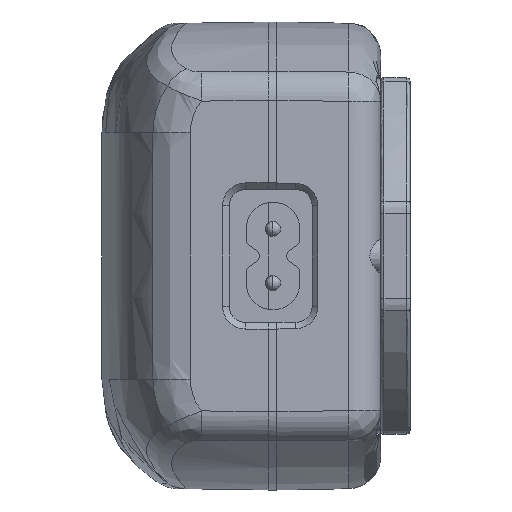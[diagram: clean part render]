
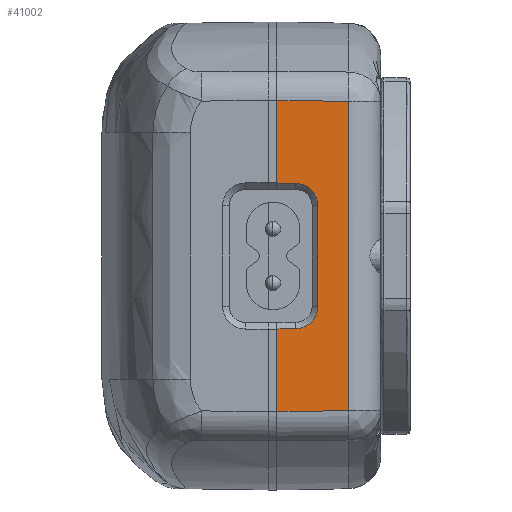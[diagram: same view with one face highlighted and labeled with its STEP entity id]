
A CAD part, left-side view. The second image highlights one B-rep face of the part: STEP entity #41002.
In plain terms, the highlighted planar face has unit normal (-1, -0.018, 0).
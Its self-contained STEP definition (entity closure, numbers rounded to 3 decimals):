
#27526 = CARTESIAN_POINT ( 'NONE',  ( -96.199, 10.5, 11.139 ) ) ;
#27527 = CARTESIAN_POINT ( 'NONE',  ( -96.25, 13.4, 11.19 ) ) ;
#27528 = DIRECTION ( 'NONE',  ( 0.017, -1., -0.017 ) ) ;
#27529 = VECTOR ( 'NONE', #27528, 1000. ) ;
#27530 = CARTESIAN_POINT ( 'NONE',  ( -96.234, 12.5, 11.174 ) ) ;
#27531 = LINE ( 'NONE', #27530, #27529 ) ;
#27535 = CARTESIAN_POINT ( 'NONE',  ( -96.14, 7.12, 7.7 ) ) ;
#27536 = CARTESIAN_POINT ( 'NONE',  ( -96.14, 7.121, 7.927 ) ) ;
#27537 = CARTESIAN_POINT ( 'NONE',  ( -96.14, 7.142, 8.148 ) ) ;
#27538 = CARTESIAN_POINT ( 'NONE',  ( -96.142, 7.228, 8.583 ) ) ;
#27539 = CARTESIAN_POINT ( 'NONE',  ( -96.143, 7.291, 8.794 ) ) ;
#27540 = CARTESIAN_POINT ( 'NONE',  ( -96.147, 7.547, 9.42 ) ) ;
#27541 = CARTESIAN_POINT ( 'NONE',  ( -96.152, 7.791, 9.789 ) ) ;
#27543 = CARTESIAN_POINT ( 'NONE',  ( -96.163, 8.423, 10.432 ) ) ;
#27544 = CARTESIAN_POINT ( 'NONE',  ( -96.169, 8.789, 10.683 ) ) ;
#27545 = CARTESIAN_POINT ( 'NONE',  ( -96.183, 9.616, 11.038 ) ) ;
#27546 = CARTESIAN_POINT ( 'NONE',  ( -96.191, 10.047, 11.13 ) ) ;
#27547 = CARTESIAN_POINT ( 'NONE',  ( -96.199, 10.5, 11.139 ) ) ;
#27550 = B_SPLINE_CURVE_WITH_KNOTS ( 'NONE', 3,
 ( #27547, #27546, #27545, #27544, #27543, #27541, #27540, #27539, #27538, #27537, #27536, #27535 ),
 .UNSPECIFIED., .F., .F.,
 ( 4, 2, 2, 2, 2, 4 ),
 ( 0., 0.25, 0.5, 0.75, 0.875, 1. ),
 .UNSPECIFIED. ) ;
#27557 = CARTESIAN_POINT ( 'NONE',  ( -96.14, 7.12, 7.7 ) ) ;
#27578 = B_SPLINE_CURVE_WITH_KNOTS ( 'NONE', 3,
 ( #27635, #27634, #27633, #27632, #27631, #27630, #27629, #27628, #27627, #27626, #27625, #27624 ),
 .UNSPECIFIED., .F., .F.,
 ( 4, 2, 2, 2, 2, 4 ),
 ( 0., 0.25, 0.5, 0.75, 0.875, 1. ),
 .UNSPECIFIED. ) ;
#27585 = CARTESIAN_POINT ( 'NONE',  ( -96.199, 10.5, -11.139 ) ) ;
#27609 = CARTESIAN_POINT ( 'NONE',  ( -96.14, 7.12, -7.7 ) ) ;
#27624 = CARTESIAN_POINT ( 'NONE',  ( -96.199, 10.5, -11.139 ) ) ;
#27625 = CARTESIAN_POINT ( 'NONE',  ( -96.195, 10.273, -11.134 ) ) ;
#27626 = CARTESIAN_POINT ( 'NONE',  ( -96.191, 10.052, -11.109 ) ) ;
#27627 = CARTESIAN_POINT ( 'NONE',  ( -96.184, 9.619, -11.016 ) ) ;
#27628 = CARTESIAN_POINT ( 'NONE',  ( -96.18, 9.41, -10.949 ) ) ;
#27629 = CARTESIAN_POINT ( 'NONE',  ( -96.169, 8.788, -10.682 ) ) ;
#27630 = CARTESIAN_POINT ( 'NONE',  ( -96.163, 8.423, -10.433 ) ) ;
#27631 = CARTESIAN_POINT ( 'NONE',  ( -96.152, 7.79, -9.789 ) ) ;
#27632 = CARTESIAN_POINT ( 'NONE',  ( -96.147, 7.547, -9.419 ) ) ;
#27633 = CARTESIAN_POINT ( 'NONE',  ( -96.141, 7.206, -8.586 ) ) ;
#27634 = CARTESIAN_POINT ( 'NONE',  ( -96.14, 7.121, -8.153 ) ) ;
#27635 = CARTESIAN_POINT ( 'NONE',  ( -96.14, 7.12, -7.7 ) ) ;
#27661 = DIRECTION ( 'NONE',  ( 0., 0., -1. ) ) ;
#27662 = VECTOR ( 'NONE', #27661, 1000. ) ;
#27663 = CARTESIAN_POINT ( 'NONE',  ( -96.14, 7.12, -27.894 ) ) ;
#27664 = LINE ( 'NONE', #27663, #27662 ) ;
#27729 = DIRECTION ( 'NONE',  ( -0.017, 1., -0.017 ) ) ;
#27730 = VECTOR ( 'NONE', #27729, 1000. ) ;
#27731 = CARTESIAN_POINT ( 'NONE',  ( -96.199, 10.501, -11.139 ) ) ;
#27732 = LINE ( 'NONE', #27731, #27730 ) ;
#27733 = CARTESIAN_POINT ( 'NONE',  ( -96.25, 13.4, -11.19 ) ) ;
#28170 = CARTESIAN_POINT ( 'NONE',  ( -96.25, 13.4, -23.823 ) ) ;
#28171 = B_SPLINE_CURVE_WITH_KNOTS ( 'NONE', 3,
 ( #28170, #28237, #28236, #28235 ),
 .UNSPECIFIED., .F., .F.,
 ( 4, 4 ),
 ( -0.089, 1. ),
 .UNSPECIFIED. ) ;
#28235 = CARTESIAN_POINT ( 'NONE',  ( -96.058, 2.413, -23.704 ) ) ;
#28236 = CARTESIAN_POINT ( 'NONE',  ( -96.122, 6.075, -23.743 ) ) ;
#28237 = CARTESIAN_POINT ( 'NONE',  ( -96.186, 9.737, -23.783 ) ) ;
#28279 = CARTESIAN_POINT ( 'NONE',  ( -96.058, 2.413, -23.704 ) ) ;
#28324 = CARTESIAN_POINT ( 'NONE',  ( -96.25, 13.4, -23.823 ) ) ;
#28890 = DIRECTION ( 'NONE',  ( 0., 0., -1. ) ) ;
#28901 = VECTOR ( 'NONE', #28890, 1000. ) ;
#28902 = CARTESIAN_POINT ( 'NONE',  ( -96.058, 2.413, 27.073 ) ) ;
#28903 = LINE ( 'NONE', #28902, #28901 ) ;
#28904 = CARTESIAN_POINT ( 'NONE',  ( -96.058, 2.413, 23.704 ) ) ;
#28939 = DIRECTION ( 'NONE',  ( 0., 0., -1. ) ) ;
#28940 = VECTOR ( 'NONE', #28939, 1000. ) ;
#28941 = CARTESIAN_POINT ( 'NONE',  ( -96.25, 13.4, 9.344 ) ) ;
#28942 = CARTESIAN_POINT ( 'NONE',  ( -96.25, 13.4, 23.823 ) ) ;
#28944 = LINE ( 'NONE', #28941, #28940 ) ;
#29067 = B_SPLINE_CURVE_WITH_KNOTS ( 'NONE', 3,
 ( #29120, #29119, #29118, #29117 ),
 .UNSPECIFIED., .F., .F.,
 ( 4, 4 ),
 ( 0., 1.089 ),
 .UNSPECIFIED. ) ;
#29068 = DIRECTION ( 'NONE',  ( 0., 0., -1. ) ) ;
#29069 = VECTOR ( 'NONE', #29068, 1000. ) ;
#29070 = CARTESIAN_POINT ( 'NONE',  ( -96.25, 13.4, -4.176 ) ) ;
#29076 = LINE ( 'NONE', #29070, #29069 ) ;
#29117 = CARTESIAN_POINT ( 'NONE',  ( -96.25, 13.4, 23.823 ) ) ;
#29118 = CARTESIAN_POINT ( 'NONE',  ( -96.186, 9.737, 23.783 ) ) ;
#29119 = CARTESIAN_POINT ( 'NONE',  ( -96.122, 6.075, 23.743 ) ) ;
#29120 = CARTESIAN_POINT ( 'NONE',  ( -96.058, 2.413, 23.704 ) ) ;
#29179 = DIRECTION ( 'NONE',  ( 0.017, -1., 0. ) ) ;
#29180 = DIRECTION ( 'NONE',  ( -1., -0.017, 0. ) ) ;
#29181 = AXIS2_PLACEMENT_3D ( 'NONE', #29183, #29180, #29179 ) ;
#29183 = CARTESIAN_POINT ( 'NONE',  ( -96.26, 14., -27.334 ) ) ;
#29184 = PLANE ( 'NONE',  #29181 ) ;
#29185 = FACE_OUTER_BOUND ( 'NONE', #40923, .T. ) ;
#40346 = VERTEX_POINT ( 'NONE', #27557 ) ;
#40348 = EDGE_CURVE ( 'NONE', #40357, #40346, #27550, .T. ) ;
#40355 = EDGE_CURVE ( 'NONE', #40356, #40357, #27531, .T. ) ;
#40356 = VERTEX_POINT ( 'NONE', #27527 ) ;
#40357 = VERTEX_POINT ( 'NONE', #27526 ) ;
#40377 = VERTEX_POINT ( 'NONE', #27585 ) ;
#40379 = EDGE_CURVE ( 'NONE', #40393, #40377, #27578, .T. ) ;
#40393 = VERTEX_POINT ( 'NONE', #27609 ) ;
#40395 = EDGE_CURVE ( 'NONE', #40346, #40393, #27664, .T. ) ;
#40445 = VERTEX_POINT ( 'NONE', #27733 ) ;
#40447 = EDGE_CURVE ( 'NONE', #40377, #40445, #27732, .T. ) ;
#40593 = EDGE_CURVE ( 'NONE', #40646, #40619, #28171, .T. ) ;
#40619 = VERTEX_POINT ( 'NONE', #28279 ) ;
#40646 = VERTEX_POINT ( 'NONE', #28324 ) ;
#40896 = VERTEX_POINT ( 'NONE', #28904 ) ;
#40898 = EDGE_CURVE ( 'NONE', #40896, #40619, #28903, .T. ) ;
#40923 = EDGE_LOOP ( 'NONE', ( #40924, #40927, #40928, #40929, #40930, #40986, #40987, #40989, #40990, #40991 ) ) ;
#40924 = ORIENTED_EDGE ( 'NONE', *, *, #40925, .T. ) ;
#40925 = EDGE_CURVE ( 'NONE', #40926, #40356, #28944, .T. ) ;
#40926 = VERTEX_POINT ( 'NONE', #28942 ) ;
#40927 = ORIENTED_EDGE ( 'NONE', *, *, #40355, .T. ) ;
#40928 = ORIENTED_EDGE ( 'NONE', *, *, #40348, .T. ) ;
#40929 = ORIENTED_EDGE ( 'NONE', *, *, #40395, .T. ) ;
#40930 = ORIENTED_EDGE ( 'NONE', *, *, #40379, .T. ) ;
#40986 = ORIENTED_EDGE ( 'NONE', *, *, #40447, .T. ) ;
#40987 = ORIENTED_EDGE ( 'NONE', *, *, #40988, .T. ) ;
#40988 = EDGE_CURVE ( 'NONE', #40445, #40646, #29076, .T. ) ;
#40989 = ORIENTED_EDGE ( 'NONE', *, *, #40593, .T. ) ;
#40990 = ORIENTED_EDGE ( 'NONE', *, *, #40898, .F. ) ;
#40991 = ORIENTED_EDGE ( 'NONE', *, *, #40992, .T. ) ;
#40992 = EDGE_CURVE ( 'NONE', #40896, #40926, #29067, .T. ) ;
#41002 = ADVANCED_FACE ( 'NONE', ( #29185 ), #29184, .T. ) ;
